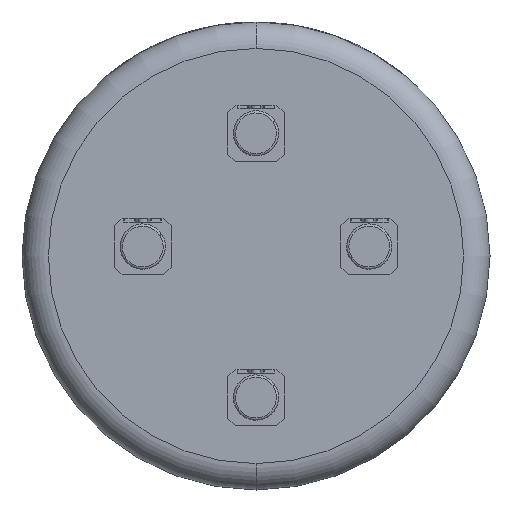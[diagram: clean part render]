
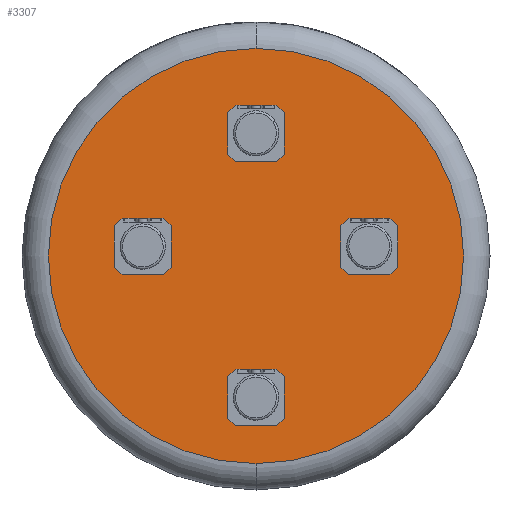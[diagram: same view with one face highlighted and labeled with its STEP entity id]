
A CAD part, front view. The second image highlights one B-rep face of the part: STEP entity #3307.
In plain terms, the highlighted planar face has unit normal (0, -1, 0).
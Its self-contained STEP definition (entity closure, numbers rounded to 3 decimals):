
#145 = EDGE_LOOP ( 'NONE', ( #1609, #904 ) ) ;
#318 = AXIS2_PLACEMENT_3D ( 'NONE', #1238, #4063, #2260 ) ;
#342 = DIRECTION ( 'NONE',  ( 0., -1., 0. ) ) ;
#413 = CARTESIAN_POINT ( 'NONE',  ( 0., 0., -13.75 ) ) ;
#590 = CARTESIAN_POINT ( 'NONE',  ( 0., 0., 0. ) ) ;
#871 = PLANE ( 'NONE',  #318 ) ;
#904 = ORIENTED_EDGE ( 'NONE', *, *, #1304, .T. ) ;
#942 = CARTESIAN_POINT ( 'NONE',  ( 0., 0., 13.75 ) ) ;
#968 = DIRECTION ( 'NONE',  ( 0., -1., 0. ) ) ;
#1238 = CARTESIAN_POINT ( 'NONE',  ( 0., 0., 0. ) ) ;
#1304 = EDGE_CURVE ( 'NONE', #3004, #4207, #1328, .T. ) ;
#1328 = CIRCLE ( 'NONE', #2596, 13.75 ) ;
#1378 = CIRCLE ( 'NONE', #3297, 13.75 ) ;
#1473 = FACE_OUTER_BOUND ( 'NONE', #145, .T. ) ;
#1609 = ORIENTED_EDGE ( 'NONE', *, *, #2285, .T. ) ;
#2260 = DIRECTION ( 'NONE',  ( 0., 0., 1. ) ) ;
#2285 = EDGE_CURVE ( 'NONE', #4207, #3004, #1378, .T. ) ;
#2528 = CARTESIAN_POINT ( 'NONE',  ( 0., 0., 0. ) ) ;
#2596 = AXIS2_PLACEMENT_3D ( 'NONE', #590, #968, #4533 ) ;
#3004 = VERTEX_POINT ( 'NONE', #413 ) ;
#3297 = AXIS2_PLACEMENT_3D ( 'NONE', #2528, #342, #3643 ) ;
#3307 = ADVANCED_FACE ( 'NONE', ( #1473 ), #871, .F. ) ;
#3643 = DIRECTION ( 'NONE',  ( 0., 0., 1. ) ) ;
#4063 = DIRECTION ( 'NONE',  ( 0., 1., 0. ) ) ;
#4207 = VERTEX_POINT ( 'NONE', #942 ) ;
#4533 = DIRECTION ( 'NONE',  ( 0., 0., 1. ) ) ;
